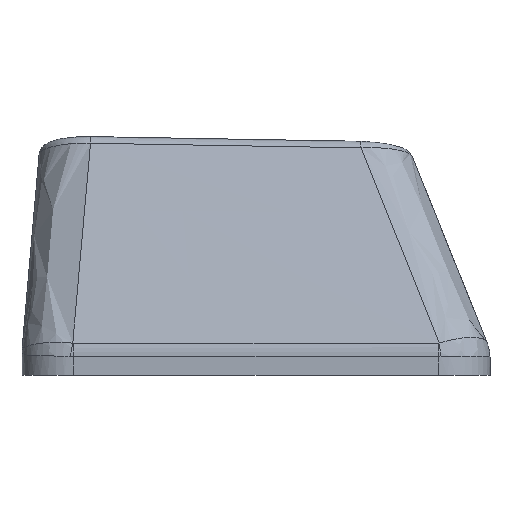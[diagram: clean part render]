
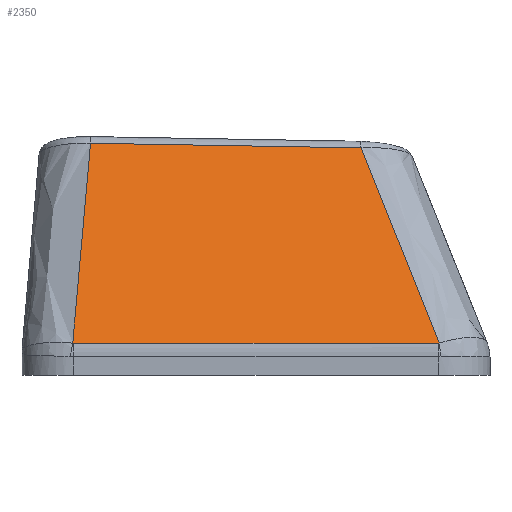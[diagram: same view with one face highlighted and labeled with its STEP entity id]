
A CAD part, left-side view. The second image highlights one B-rep face of the part: STEP entity #2350.
In plain terms, the highlighted free-form (B-spline) face has degree [3, 3] with [4, 4] control points.
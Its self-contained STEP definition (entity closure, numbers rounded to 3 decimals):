
#98=B_SPLINE_SURFACE_WITH_KNOTS('',3,3,((#5132,#5133,#5134,#5135),(#5136,
#5137,#5138,#5139),(#5140,#5141,#5142,#5143),(#5144,#5145,#5146,#5147)),
 .UNSPECIFIED.,.F.,.F.,.F.,(4,4),(4,4),(0.104,0.892),
(0.041,0.97),.UNSPECIFIED.);
#173=FACE_OUTER_BOUND('',#271,.T.);
#271=EDGE_LOOP('',(#1825,#1826,#1827,#1828,#1829,#1830));
#527=B_SPLINE_CURVE_WITH_KNOTS('',3,(#4828,#4829,#4830,#4831),
 .UNSPECIFIED.,.F.,.F.,(4,4),(0.,0.003),
 .UNSPECIFIED.);
#529=B_SPLINE_CURVE_WITH_KNOTS('',3,(#4855,#4856,#4857,#4858),
 .UNSPECIFIED.,.F.,.F.,(4,4),(0.,1.416),.UNSPECIFIED.);
#531=B_SPLINE_CURVE_WITH_KNOTS('',3,(#4882,#4883,#4884,#4885),
 .UNSPECIFIED.,.F.,.F.,(4,4),(0.,0.003),
 .UNSPECIFIED.);
#546=B_SPLINE_CURVE_WITH_KNOTS('',3,(#5149,#5150,#5151,#5152),
 .UNSPECIFIED.,.F.,.F.,(4,4),(0.039,0.904),
 .UNSPECIFIED.);
#547=B_SPLINE_CURVE_WITH_KNOTS('',3,(#5154,#5155,#5156,#5157),
 .UNSPECIFIED.,.F.,.F.,(4,4),(-1.049,0.),.UNSPECIFIED.);
#548=B_SPLINE_CURVE_WITH_KNOTS('',3,(#5158,#5159,#5160,#5161),
 .UNSPECIFIED.,.F.,.F.,(4,4),(-0.867,-0.037),
 .UNSPECIFIED.);
#993=VERTEX_POINT('',#4792);
#995=VERTEX_POINT('',#4821);
#997=VERTEX_POINT('',#4848);
#999=VERTEX_POINT('',#4875);
#1015=VERTEX_POINT('',#5148);
#1016=VERTEX_POINT('',#5153);
#1326=EDGE_CURVE('',#993,#995,#527,.T.);
#1329=EDGE_CURVE('',#995,#997,#529,.T.);
#1332=EDGE_CURVE('',#997,#999,#531,.T.);
#1356=EDGE_CURVE('',#1015,#993,#546,.T.);
#1357=EDGE_CURVE('',#1016,#1015,#547,.T.);
#1358=EDGE_CURVE('',#999,#1016,#548,.T.);
#1825=ORIENTED_EDGE('',*,*,#1332,.F.);
#1826=ORIENTED_EDGE('',*,*,#1329,.F.);
#1827=ORIENTED_EDGE('',*,*,#1326,.F.);
#1828=ORIENTED_EDGE('',*,*,#1356,.F.);
#1829=ORIENTED_EDGE('',*,*,#1357,.F.);
#1830=ORIENTED_EDGE('',*,*,#1358,.F.);
#2350=ADVANCED_FACE('',(#173),#98,.T.);
#4792=CARTESIAN_POINT('',(-8.981,-7.107,0.26));
#4821=CARTESIAN_POINT('',(-8.982,-7.081,0.258));
#4828=CARTESIAN_POINT('Ctrl Pts',(-8.981,-7.107,0.26));
#4829=CARTESIAN_POINT('Ctrl Pts',(-8.982,-7.098,0.259));
#4830=CARTESIAN_POINT('Ctrl Pts',(-8.982,-7.089,0.258));
#4831=CARTESIAN_POINT('Ctrl Pts',(-8.982,-7.081,0.258));
#4848=CARTESIAN_POINT('',(-8.986,7.08,0.253));
#4855=CARTESIAN_POINT('Ctrl Pts',(-8.982,-7.081,0.258));
#4856=CARTESIAN_POINT('Ctrl Pts',(-8.984,-2.36,0.256));
#4857=CARTESIAN_POINT('Ctrl Pts',(-8.985,2.36,0.255));
#4858=CARTESIAN_POINT('Ctrl Pts',(-8.986,7.08,0.253));
#4875=CARTESIAN_POINT('',(-8.985,7.111,0.256));
#4882=CARTESIAN_POINT('Ctrl Pts',(-8.986,7.08,0.253));
#4883=CARTESIAN_POINT('Ctrl Pts',(-8.986,7.091,0.253));
#4884=CARTESIAN_POINT('Ctrl Pts',(-8.986,7.101,0.254));
#4885=CARTESIAN_POINT('Ctrl Pts',(-8.985,7.111,0.256));
#5132=CARTESIAN_POINT('Ctrl Pts',(-6.097,-4.453,7.83));
#5133=CARTESIAN_POINT('Ctrl Pts',(-7.06,-5.339,5.303));
#5134=CARTESIAN_POINT('Ctrl Pts',(-8.023,-6.225,2.775));
#5135=CARTESIAN_POINT('Ctrl Pts',(-8.986,-7.111,0.247));
#5136=CARTESIAN_POINT('Ctrl Pts',(-6.097,-0.691,7.893));
#5137=CARTESIAN_POINT('Ctrl Pts',(-7.06,-1.251,5.345));
#5138=CARTESIAN_POINT('Ctrl Pts',(-8.023,-1.811,2.797));
#5139=CARTESIAN_POINT('Ctrl Pts',(-8.986,-2.37,0.249));
#5140=CARTESIAN_POINT('Ctrl Pts',(-6.097,3.071,7.955));
#5141=CARTESIAN_POINT('Ctrl Pts',(-7.06,2.837,5.387));
#5142=CARTESIAN_POINT('Ctrl Pts',(-8.023,2.604,2.819));
#5143=CARTESIAN_POINT('Ctrl Pts',(-8.986,2.37,0.251));
#5144=CARTESIAN_POINT('Ctrl Pts',(-6.097,6.832,8.017));
#5145=CARTESIAN_POINT('Ctrl Pts',(-7.06,6.925,5.429));
#5146=CARTESIAN_POINT('Ctrl Pts',(-8.023,7.018,2.841));
#5147=CARTESIAN_POINT('Ctrl Pts',(-8.986,7.111,0.253));
#5148=CARTESIAN_POINT('',(-6.099,-4.07,7.831));
#5149=CARTESIAN_POINT('Ctrl Pts',(-6.099,-4.07,7.831));
#5150=CARTESIAN_POINT('Ctrl Pts',(-7.059,-5.081,5.307));
#5151=CARTESIAN_POINT('Ctrl Pts',(-8.02,-6.094,2.783));
#5152=CARTESIAN_POINT('Ctrl Pts',(-8.981,-7.107,0.26));
#5153=CARTESIAN_POINT('',(-6.097,6.422,8.01));
#5154=CARTESIAN_POINT('Ctrl Pts',(-6.097,6.422,8.01));
#5155=CARTESIAN_POINT('Ctrl Pts',(-6.098,2.925,7.951));
#5156=CARTESIAN_POINT('Ctrl Pts',(-6.098,-0.573,
7.891));
#5157=CARTESIAN_POINT('Ctrl Pts',(-6.099,-4.07,7.831));
#5158=CARTESIAN_POINT('Ctrl Pts',(-8.985,7.111,0.256));
#5159=CARTESIAN_POINT('Ctrl Pts',(-8.023,6.882,2.841));
#5160=CARTESIAN_POINT('Ctrl Pts',(-7.061,6.652,5.426));
#5161=CARTESIAN_POINT('Ctrl Pts',(-6.097,6.422,8.01));
